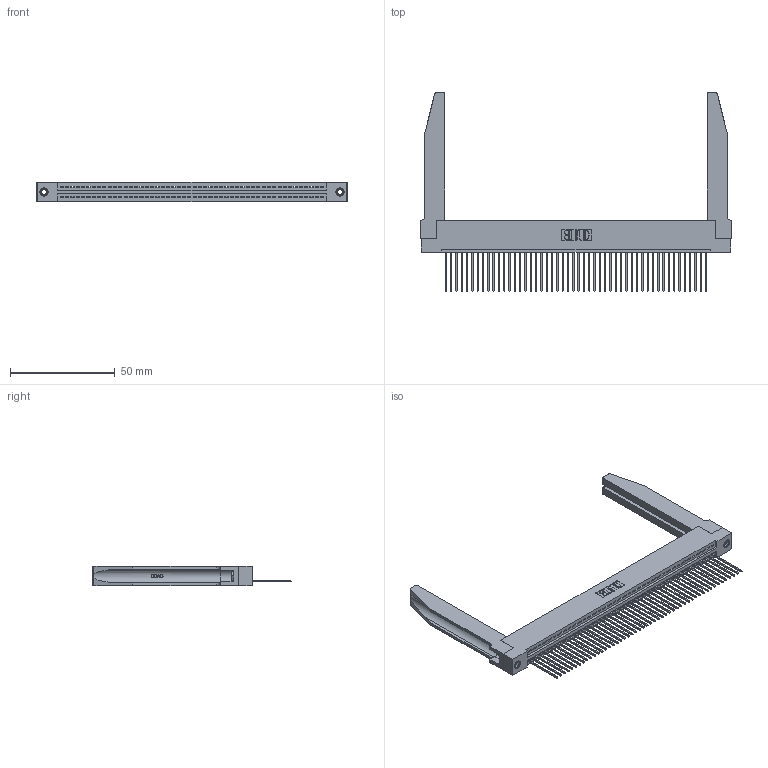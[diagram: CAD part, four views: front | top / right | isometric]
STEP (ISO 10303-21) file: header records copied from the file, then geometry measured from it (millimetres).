
FILE_DESCRIPTION (( 'STEP AP203' ), '1' );
FILE_NAME ('395-050-541-178.STEP', '2019-10-23T06:52:35', ( '' ), ( '' ), 'SwSTEP 2.0', 'SolidWorks 2016', '' );
FILE_SCHEMA (( 'CONFIG_CONTROL_DESIGN' ));
Length unit declared in the file: inch
Products named in the file (5): 345-220-078_345-220-078; 395-050-541-178; 345-250-001_345-250-001-102; 345 Part_Flush Mounting Lugs - 0.156 Dia-TH; 345-292-001_345-293-141
Assembly tree (55 placements, depth 2):
  395-050-541-178
    345 Part_Flush Mounting Lugs - 0.156 Dia-TH
    345-292-001_345-293-141  x50
    345-250-001_345-250-001-102  x2
    345-220-078_345-220-078  x2
Bounding box: 148.23 x 94.92 x 9.4 mm (x, y, z)
Volume: 22080.5 mm3; surface area: 26941.8 mm2
Topology: 55 solids, 55 shells, 3260 faces, 9749 edges, 6422 vertices
Faces by surface type: plane 2222, cylinder 986, bspline 36, cone 12, torus 4
Entity records: 41312 total; most frequent: CARTESIAN_POINT 8053, ORIENTED_EDGE 6934, DIRECTION 6029, EDGE_CURVE 3467, VECTOR 3041, LINE 3041, VERTEX_POINT 2304, AXIS2_PLACEMENT_3D 1494
